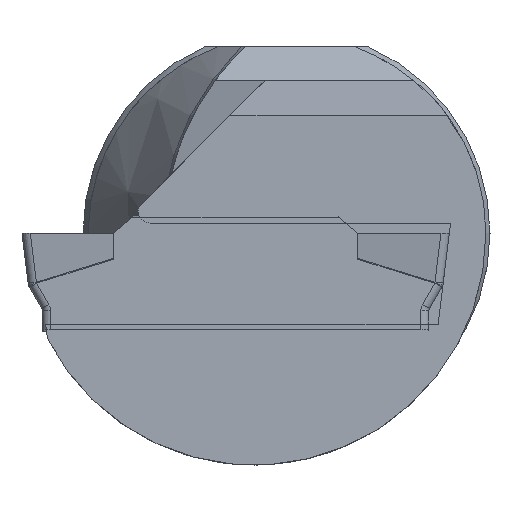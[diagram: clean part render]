
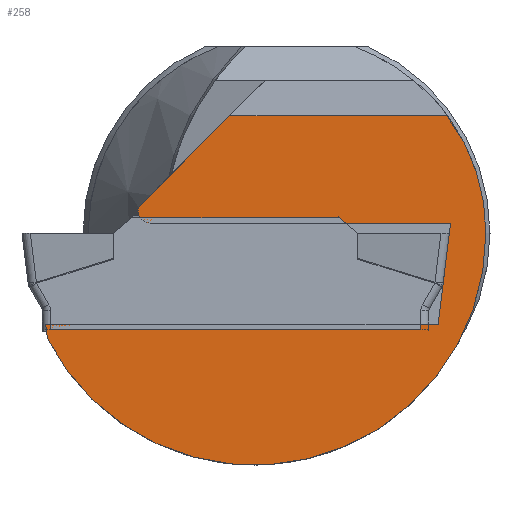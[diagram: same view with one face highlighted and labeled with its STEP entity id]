
A CAD part, left-side view. The second image highlights one B-rep face of the part: STEP entity #258.
In plain terms, the highlighted planar face has unit normal (-1, 0, 0).
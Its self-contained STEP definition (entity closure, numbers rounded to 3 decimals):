
#127=CIRCLE('',#1618,11.4);
#128=CIRCLE('',#1619,9.8);
#129=CIRCLE('',#1620,0.6);
#258=ADVANCED_FACE('',(#384),#313,.T.);
#313=PLANE('',#1621);
#384=FACE_OUTER_BOUND('',#468,.T.);
#468=EDGE_LOOP('',(#778,#779,#780,#781,#782,#783,#784,#785,#786));
#778=ORIENTED_EDGE('',*,*,#1213,.T.);
#779=ORIENTED_EDGE('',*,*,#1214,.T.);
#780=ORIENTED_EDGE('',*,*,#1215,.F.);
#781=ORIENTED_EDGE('',*,*,#1216,.T.);
#782=ORIENTED_EDGE('',*,*,#1217,.T.);
#783=ORIENTED_EDGE('',*,*,#1218,.T.);
#784=ORIENTED_EDGE('',*,*,#1219,.F.);
#785=ORIENTED_EDGE('',*,*,#1220,.T.);
#786=ORIENTED_EDGE('',*,*,#1221,.T.);
#1024=VERTEX_POINT('',#2562);
#1025=VERTEX_POINT('',#2563);
#1026=VERTEX_POINT('',#2565);
#1027=VERTEX_POINT('',#2567);
#1028=VERTEX_POINT('',#2569);
#1029=VERTEX_POINT('',#2571);
#1030=VERTEX_POINT('',#2573);
#1031=VERTEX_POINT('',#2575);
#1032=VERTEX_POINT('',#2577);
#1213=EDGE_CURVE('',#1024,#1025,#1365,.T.);
#1214=EDGE_CURVE('',#1025,#1026,#1366,.T.);
#1215=EDGE_CURVE('',#1027,#1026,#1367,.T.);
#1216=EDGE_CURVE('',#1027,#1028,#127,.T.);
#1217=EDGE_CURVE('',#1028,#1029,#128,.T.);
#1218=EDGE_CURVE('',#1029,#1030,#1368,.T.);
#1219=EDGE_CURVE('',#1031,#1030,#1369,.T.);
#1220=EDGE_CURVE('',#1031,#1032,#129,.T.);
#1221=EDGE_CURVE('',#1032,#1024,#1370,.T.);
#1365=LINE('',#2561,#1478);
#1366=LINE('',#2564,#1479);
#1367=LINE('',#2566,#1480);
#1368=LINE('',#2572,#1481);
#1369=LINE('',#2574,#1482);
#1370=LINE('',#2578,#1483);
#1478=VECTOR('',#1960,1.);
#1479=VECTOR('',#1961,1.);
#1480=VECTOR('',#1962,1.);
#1481=VECTOR('',#1967,1.);
#1482=VECTOR('',#1968,1.);
#1483=VECTOR('',#1971,1.);
#1618=AXIS2_PLACEMENT_3D('',#2568,#1963,#1964);
#1619=AXIS2_PLACEMENT_3D('',#2570,#1965,#1966);
#1620=AXIS2_PLACEMENT_3D('',#2576,#1969,#1970);
#1621=AXIS2_PLACEMENT_3D('',#2579,#1972,#1973);
#1960=DIRECTION('',(0.,0.122,-0.993));
#1961=DIRECTION('',(0.,1.,0.));
#1962=DIRECTION('',(0.,0.122,0.993));
#1963=DIRECTION('',(-1.,0.,0.));
#1964=DIRECTION('',(0.,0.,1.));
#1965=DIRECTION('',(-1.,0.,0.));
#1966=DIRECTION('',(0.,0.,1.));
#1967=DIRECTION('',(0.,1.,0.));
#1968=DIRECTION('',(0.,-0.707,0.707));
#1969=DIRECTION('',(-1.,0.,0.));
#1970=DIRECTION('',(0.,1.,0.));
#1971=DIRECTION('',(0.,-1.,0.));
#1972=DIRECTION('',(-1.,0.,0.));
#1973=DIRECTION('',(0.,0.,1.));
#2561=CARTESIAN_POINT('',(0.3,-7.628,-3.031));
#2562=CARTESIAN_POINT('',(0.3,-8.061,0.493));
#2563=CARTESIAN_POINT('',(0.3,-7.448,-4.493));
#2564=CARTESIAN_POINT('',(0.3,13.,-4.493));
#2565=CARTESIAN_POINT('',(0.3,11.837,-4.493));
#2566=CARTESIAN_POINT('',(0.3,12.205,-1.499));
#2567=CARTESIAN_POINT('',(0.3,11.752,-5.185));
#2568=CARTESIAN_POINT('',(0.3,1.6,0.));
#2569=CARTESIAN_POINT('',(0.3,-9.8,0.));
#2570=CARTESIAN_POINT('',(0.3,0.,0.));
#2571=CARTESIAN_POINT('',(0.3,-7.918,5.775));
#2572=CARTESIAN_POINT('',(0.3,0.,5.775));
#2573=CARTESIAN_POINT('',(0.3,2.782,5.775));
#2574=CARTESIAN_POINT('',(0.3,4.278,4.278));
#2575=CARTESIAN_POINT('',(0.3,7.244,1.313));
#2576=CARTESIAN_POINT('',(0.3,6.686,1.093));
#2577=CARTESIAN_POINT('',(0.3,6.686,0.493));
#2578=CARTESIAN_POINT('',(0.3,-2.495,0.493));
#2579=CARTESIAN_POINT('',(0.3,0.,0.));
